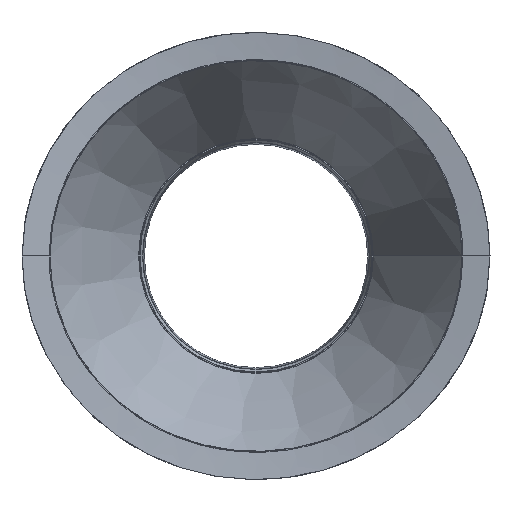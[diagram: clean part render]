
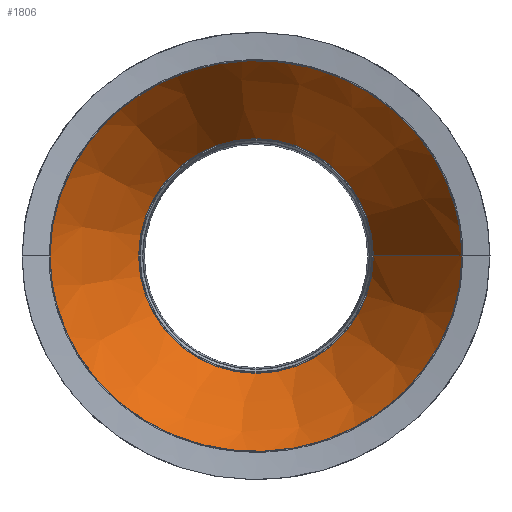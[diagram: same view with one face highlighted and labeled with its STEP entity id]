
A CAD part, front view. The second image highlights one B-rep face of the part: STEP entity #1806.
In plain terms, the highlighted conical face has half-angle 30 degrees and reference radius 62.159 mm.
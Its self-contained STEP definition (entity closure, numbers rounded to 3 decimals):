
#122=CARTESIAN_POINT('',(109.057,614.929,0.0));
#123=VERTEX_POINT('',#122);
#303=CARTESIAN_POINT('',(-109.057,614.929,0.0));
#304=VERTEX_POINT('',#303);
#305=CARTESIAN_POINT('',(-109.057,614.929,0.));
#306=CARTESIAN_POINT('',(-109.057,614.929,-12.876));
#307=CARTESIAN_POINT('',(-106.516,615.4,-25.563));
#308=CARTESIAN_POINT('',(-96.846,617.015,-49.11));
#309=CARTESIAN_POINT('',(-89.914,618.118,-59.737));
#310=CARTESIAN_POINT('',(-71.666,620.543,-79.102));
#311=CARTESIAN_POINT('',(-60.098,621.843,-87.318));
#312=CARTESIAN_POINT('',(-33.958,623.854,-99.289));
#313=CARTESIAN_POINT('',(-19.495,624.511,-102.734));
#314=CARTESIAN_POINT('',(10.117,624.74,-103.97));
#315=CARTESIAN_POINT('',(24.996,624.296,-101.682));
#316=CARTESIAN_POINT('',(52.129,622.578,-91.805));
#317=CARTESIAN_POINT('',(64.276,621.375,-84.607));
#318=CARTESIAN_POINT('',(85.006,618.847,-66.105));
#319=CARTESIAN_POINT('',(93.453,617.554,-54.981));
#320=CARTESIAN_POINT('',(102.549,616.07,-35.879));
#321=CARTESIAN_POINT('',(104.967,615.652,-28.953));
#322=CARTESIAN_POINT('',(108.229,615.08,-14.654));
#323=CARTESIAN_POINT('',(109.057,614.929,-7.345));
#324=CARTESIAN_POINT('',(109.057,614.929,0.));
#325=B_SPLINE_CURVE_WITH_KNOTS('',3,(#305,#306,#307,#308,#309,#310,#311,#312,#313,#314,#315,#316,#317,#318,#319,#320,#321,#322,#323,#324),.UNSPECIFIED.,.F.,.U.,(4,2,2,2,2,2,2,2,2,4),(0.0,3.863,7.651,11.874,16.283,20.744,24.945,29.108,31.307,33.511),.UNSPECIFIED.);
#326=EDGE_CURVE('',#304,#123,#325,.T.);
#514=CARTESIAN_POINT('',(109.057,614.929,0.002));
#515=VERTEX_POINT('',#514);
#516=CARTESIAN_POINT('',(109.057,614.929,0.002));
#517=CARTESIAN_POINT('',(109.057,614.929,12.877));
#518=CARTESIAN_POINT('',(106.515,615.4,25.565));
#519=CARTESIAN_POINT('',(96.845,617.015,49.111));
#520=CARTESIAN_POINT('',(89.913,618.118,59.739));
#521=CARTESIAN_POINT('',(71.664,620.543,79.103));
#522=CARTESIAN_POINT('',(60.096,621.843,87.319));
#523=CARTESIAN_POINT('',(33.956,623.854,99.29));
#524=CARTESIAN_POINT('',(19.493,624.511,102.735));
#525=CARTESIAN_POINT('',(-10.119,624.74,103.97));
#526=CARTESIAN_POINT('',(-24.999,624.296,101.682));
#527=CARTESIAN_POINT('',(-52.132,622.578,91.803));
#528=CARTESIAN_POINT('',(-64.278,621.375,84.605));
#529=CARTESIAN_POINT('',(-85.007,618.847,66.104));
#530=CARTESIAN_POINT('',(-93.454,617.554,54.98));
#531=CARTESIAN_POINT('',(-102.55,616.07,35.878));
#532=CARTESIAN_POINT('',(-104.967,615.652,28.952));
#533=CARTESIAN_POINT('',(-108.229,615.08,14.654));
#534=CARTESIAN_POINT('',(-109.057,614.929,7.345));
#535=CARTESIAN_POINT('',(-109.057,614.929,0.));
#536=B_SPLINE_CURVE_WITH_KNOTS('',3,(#516,#517,#518,#519,#520,#521,#522,#523,#524,#525,#526,#527,#528,#529,#530,#531,#532,#533,#534,#535),.UNSPECIFIED.,.F.,.U.,(4,2,2,2,2,2,2,2,2,4),(0.,3.863,7.651,11.874,16.283,20.744,24.945,29.108,31.307,33.51),.UNSPECIFIED.);
#537=EDGE_CURVE('',#515,#304,#536,.T.);
#1751=CARTESIAN_POINT('',(62.159,696.159,0.001));
#1752=VERTEX_POINT('',#1751);
#1753=CARTESIAN_POINT('',(62.159,696.159,0.001));
#1754=DIRECTION('',(0.5,-0.866,0.));
#1755=VECTOR('',#1754,93.796);
#1756=LINE('',#1753,#1755);
#1757=EDGE_CURVE('',#1752,#515,#1756,.T.);
#1781=CARTESIAN_POINT('',(0.0,696.159,0.0));
#1782=DIRECTION('',(0.0,-1.0,0.0));
#1783=DIRECTION('',(1.,0.0,0.));
#1784=AXIS2_PLACEMENT_3D('',#1781,#1782,#1783);
#1785=CONICAL_SURFACE('',#1784,62.159,30.);
#1786=ORIENTED_EDGE('',*,*,#326,.T.);
#1787=CARTESIAN_POINT('',(62.159,696.159,0.0));
#1788=VERTEX_POINT('',#1787);
#1789=CARTESIAN_POINT('',(62.159,696.159,0.0));
#1790=DIRECTION('',(0.5,-0.866,0.0));
#1791=VECTOR('',#1790,93.796);
#1792=LINE('',#1789,#1791);
#1793=EDGE_CURVE('',#1788,#123,#1792,.T.);
#1794=ORIENTED_EDGE('',*,*,#1793,.F.);
#1795=CARTESIAN_POINT('',(0.0,696.159,0.0));
#1796=DIRECTION('',(0.0,1.0,0.0));
#1797=DIRECTION('',(1.0,0.0,0.0));
#1798=AXIS2_PLACEMENT_3D('',#1795,#1796,#1797);
#1799=CIRCLE('',#1798,62.159);
#1800=EDGE_CURVE('',#1788,#1752,#1799,.T.);
#1801=ORIENTED_EDGE('',*,*,#1800,.T.);
#1802=ORIENTED_EDGE('',*,*,#1757,.T.);
#1803=ORIENTED_EDGE('',*,*,#537,.T.);
#1804=EDGE_LOOP('',(#1786,#1794,#1801,#1802,#1803));
#1805=FACE_OUTER_BOUND('',#1804,.T.);
#1806=ADVANCED_FACE('',(#1805),#1785,.F.);
